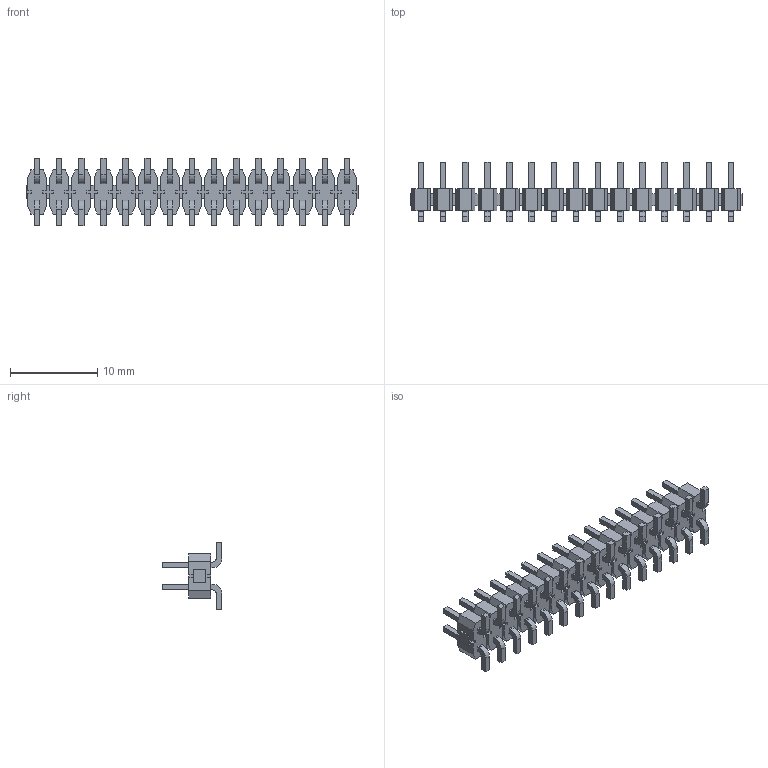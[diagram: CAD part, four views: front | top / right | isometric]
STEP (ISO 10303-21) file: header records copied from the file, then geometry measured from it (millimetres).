
FILE_DESCRIPTION(/* description */ ('STEP AP214'),/* implementation_level */ '2;1');
FILE_NAME(/* name */ 'TSM-115-04-L-DV',/* time_stamp */ '2022-10-17T19:07:18+02:00',/* author */ ('License CC BY-ND 4.0'),/* organization */ ('CADENAS'),/* preprocessor_version */ 'ST-DEVELOPER v18.102',/* originating_system */ 'PARTsolutions',/* authorisation */ ' ');
FILE_SCHEMA (('AUTOMOTIVE_DESIGN {1 0 10303 214 3 1 1}'));
Length unit declared in the file: inch
Products named in the file (3): TSM-115-04-L-DV; T-1S6-21(-04-15-DV); TSM-115-04-DV_body
Assembly tree (2 placements, depth 2):
  TSM-115-04-L-DV
    T-1S6-21(-04-15-DV)
    TSM-115-04-DV_body
Bounding box: 38.1 x 6.86 x 7.7 mm (x, y, z)
Volume: 480.4 mm3; surface area: 1760.6 mm2
Topology: 2 solids, 2 shells, 1024 faces, 3060 edges, 2040 vertices
Faces by surface type: plane 964, cylinder 60
Entity records: 34022 total; most frequent: CARTESIAN_POINT 6127, ORIENTED_EDGE 6120, DIRECTION 5234, EDGE_CURVE 3060, LINE 2940, VECTOR 2940, VERTEX_POINT 2040, AXIS2_PLACEMENT_3D 1147
